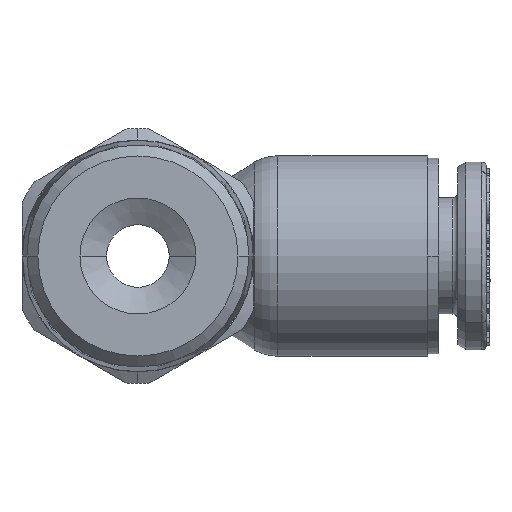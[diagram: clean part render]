
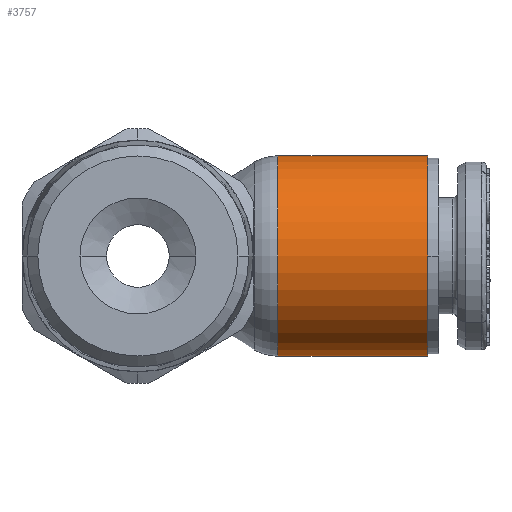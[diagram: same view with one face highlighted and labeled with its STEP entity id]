
A CAD part, left-side view. The second image highlights one B-rep face of the part: STEP entity #3757.
In plain terms, the highlighted cylindrical face has radius 4.325 mm (diameter 8.65 mm), a full revolution.
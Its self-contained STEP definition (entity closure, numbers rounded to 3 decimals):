
#3757=ADVANCED_FACE('',(#7831,#7832),#7833,.T.);
#7831=FACE_BOUND('',#16135,.T.);
#7832=FACE_BOUND('',#16136,.T.);
#7833=CYLINDRICAL_SURFACE('',#16137,4.325);
#16135=EDGE_LOOP('',(#27219,#27220));
#16136=EDGE_LOOP('',(#27221,#27222));
#16137=AXIS2_PLACEMENT_3D('',#27223,#27224,#27225);
#27219=ORIENTED_EDGE('',*,*,#34558,.F.);
#27220=ORIENTED_EDGE('',*,*,#34559,.F.);
#27221=ORIENTED_EDGE('',*,*,#34560,.T.);
#27222=ORIENTED_EDGE('',*,*,#34561,.T.);
#27223=CARTESIAN_POINT('',(0.0,0.625,0.0));
#27224=DIRECTION('',(0.0,1.0,-0.0));
#27225=DIRECTION('',(-1.0,0.0,0.0));
#34558=EDGE_CURVE('',#41939,#41940,#41941,.T.);
#34559=EDGE_CURVE('',#41940,#41939,#41942,.T.);
#34560=EDGE_CURVE('',#41943,#41944,#41945,.T.);
#34561=EDGE_CURVE('',#41944,#41943,#41946,.T.);
#41939=VERTEX_POINT('',#56551);
#41940=VERTEX_POINT('',#56552);
#41941=CIRCLE('',#56553,4.325);
#41942=CIRCLE('',#56554,4.325);
#41943=VERTEX_POINT('',#56555);
#41944=VERTEX_POINT('',#56556);
#41945=CIRCLE('',#56557,4.325);
#41946=CIRCLE('',#56558,4.325);
#56551=CARTESIAN_POINT('',(-4.325,-6.036,0.0));
#56552=CARTESIAN_POINT('',(4.325,-6.036,0.));
#56553=AXIS2_PLACEMENT_3D('',#62939,#62940,#62941);
#56554=AXIS2_PLACEMENT_3D('',#62942,#62943,#62944);
#56555=CARTESIAN_POINT('',(-4.325,-12.5,0.0));
#56556=CARTESIAN_POINT('',(4.325,-12.5,0.));
#56557=AXIS2_PLACEMENT_3D('',#62945,#62946,#62947);
#56558=AXIS2_PLACEMENT_3D('',#62948,#62949,#62950);
#62939=CARTESIAN_POINT('',(0.0,-6.036,0.0));
#62940=DIRECTION('',(-0.0,1.0,0.0));
#62941=DIRECTION('',(1.0,0.0,0.0));
#62942=CARTESIAN_POINT('',(0.0,-6.036,0.0));
#62943=DIRECTION('',(-0.0,1.0,0.0));
#62944=DIRECTION('',(1.0,0.0,0.0));
#62945=CARTESIAN_POINT('',(0.0,-12.5,0.0));
#62946=DIRECTION('',(-0.0,1.0,0.0));
#62947=DIRECTION('',(1.0,0.0,0.0));
#62948=CARTESIAN_POINT('',(0.0,-12.5,0.0));
#62949=DIRECTION('',(-0.0,1.0,0.0));
#62950=DIRECTION('',(1.0,0.0,0.0));
